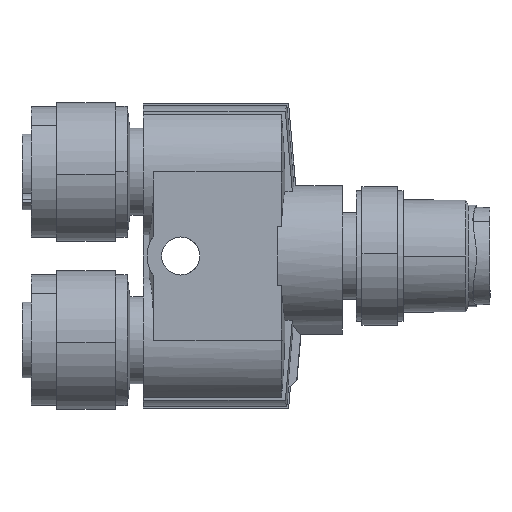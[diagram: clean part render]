
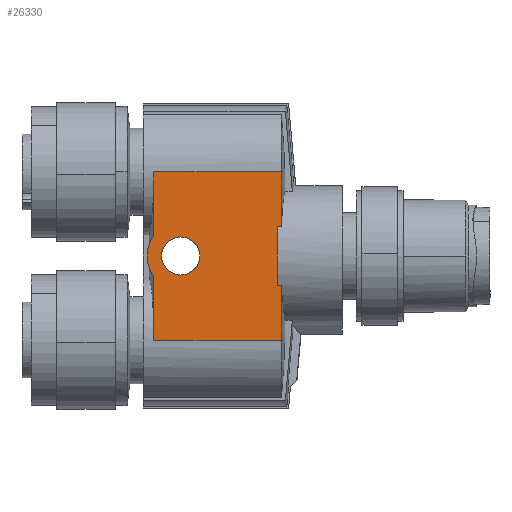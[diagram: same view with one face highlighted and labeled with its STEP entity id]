
A CAD part, front view. The second image highlights one B-rep face of the part: STEP entity #26330.
In plain terms, the highlighted face is planar.
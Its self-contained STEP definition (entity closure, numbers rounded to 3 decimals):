
#110=CARTESIAN_POINT('',(27.283,28.696,-31.441));
#120=VERTEX_POINT('',#110);
#130=CARTESIAN_POINT('',(27.283,35.024,-31.441));
#140=VERTEX_POINT('',#130);
#170=CARTESIAN_POINT('',(27.283,0.,-31.441));
#180=DIRECTION('',(0.,1.,0.));
#190=VECTOR('',#180,1.);
#200=LINE('',#170,#190);
#210=EDGE_CURVE('',#120,#140,#200,.T.);
#10450=CARTESIAN_POINT('',(27.283,33.901,-41.77));
#10460=VERTEX_POINT('',#10450);
#10540=CARTESIAN_POINT('',(27.283,29.82,-41.77));
#10550=VERTEX_POINT('',#10540);
#10580=CARTESIAN_POINT('',(27.283,31.86,-41.77));
#10590=DIRECTION('',(-1.,0.,0.));
#10600=DIRECTION('',(0.,1.,0.));
#10610=AXIS2_PLACEMENT_3D('',#10580,#10590,#10600);
#10620=CIRCLE('',#10610,2.041);
#10630=EDGE_CURVE('',#10550,#10460,#10620,.T.);
#13450=CARTESIAN_POINT('',(27.283,35.024,-26.35));
#13460=DIRECTION('',(0.,0.,1.));
#13470=VECTOR('',#13460,1.);
#13480=LINE('',#13450,#13470);
#13490=CARTESIAN_POINT('',(27.283,35.024,-30.982)
);
#13500=VERTEX_POINT('',#13490);
#13510=EDGE_CURVE('',#140,#13500,#13480,.T.);
#13540=CARTESIAN_POINT('',(27.283,28.696,-26.35));
#13550=DIRECTION('',(0.,0.,-1.));
#13560=VECTOR('',#13550,1.);
#13570=LINE('',#13540,#13560);
#13580=CARTESIAN_POINT('',(27.283,28.696,-30.982)
);
#13590=VERTEX_POINT('',#13580);
#13600=EDGE_CURVE('',#13590,#120,#13570,.T.);
#23430=CARTESIAN_POINT('',(27.283,29.7,-44.65)
);
#23440=VERTEX_POINT('',#23430);
#23470=CARTESIAN_POINT('',(27.283,31.86,-41.77));
#23480=DIRECTION('',(-1.,0.,0.));
#23490=DIRECTION('',(0.,1.,0.));
#23500=AXIS2_PLACEMENT_3D('',#23470,#23480,#23490);
#23510=CIRCLE('',#23500,3.6);
#23520=CARTESIAN_POINT('',(27.283,34.02,-44.65)
);
#23530=VERTEX_POINT('',#23520);
#23540=EDGE_CURVE('',#23530,#23440,#23510,.T.);
#25530=CARTESIAN_POINT('',(27.283,-1.5,-44.65));
#25540=DIRECTION('',(0.,-1.,0.));
#25550=VECTOR('',#25540,1.);
#25560=LINE('',#25530,#25550);
#25570=CARTESIAN_POINT('',(27.283,40.86,-44.65));
#25580=VERTEX_POINT('',#25570);
#25590=EDGE_CURVE('',#25580,#23530,#25560,.T.);
#25800=CARTESIAN_POINT('',(27.283,23.919,-33.289)
);
#25810=DIRECTION('',(1.,0.,0.));
#25820=DIRECTION('',(0.,1.,0.));
#25830=AXIS2_PLACEMENT_3D('',#25800,#25810,#25820);
#25840=PLANE('',#25830);
#25850=EDGE_CURVE('',#10460,#10550,#10620,.T.);
#25860=ORIENTED_EDGE('',*,*,#25850,.T.);
#25870=ORIENTED_EDGE('',*,*,#10630,.T.);
#25880=EDGE_LOOP('',(#25870,#25860));
#25890=FACE_BOUND('',#25880,.T.);
#25900=ORIENTED_EDGE('',*,*,#210,.F.);
#25910=ORIENTED_EDGE('',*,*,#13510,.F.);
#25920=CARTESIAN_POINT('',(27.283,-1.5,-30.982));
#25930=DIRECTION('',(0.,1.,0.));
#25940=VECTOR('',#25930,1.);
#25950=LINE('',#25920,#25940);
#25960=CARTESIAN_POINT('',(27.283,40.86,-30.982));
#25970=VERTEX_POINT('',#25960);
#25980=EDGE_CURVE('',#13500,#25970,#25950,.T.);
#25990=ORIENTED_EDGE('',*,*,#25980,.F.);
#26000=CARTESIAN_POINT('',(27.283,40.86,0.));
#26010=DIRECTION('',(0.,0.,1.));
#26020=VECTOR('',#26010,1.);
#26030=LINE('',#26000,#26020);
#26040=EDGE_CURVE('',#25580,#25970,#26030,.T.);
#26050=ORIENTED_EDGE('',*,*,#26040,.T.);
#26060=ORIENTED_EDGE('',*,*,#25590,.F.);
#26070=ORIENTED_EDGE('',*,*,#23540,.F.);
#26080=CARTESIAN_POINT('',(27.283,1.5,-44.65));
#26090=DIRECTION('',(0.,-1.,0.));
#26100=VECTOR('',#26090,1.);
#26110=LINE('',#26080,#26100);
#26120=CARTESIAN_POINT('',(27.283,22.86,-44.65));
#26130=VERTEX_POINT('',#26120);
#26140=EDGE_CURVE('',#23440,#26130,#26110,.T.);
#26150=ORIENTED_EDGE('',*,*,#26140,.F.);
#26160=CARTESIAN_POINT('',(27.283,22.86,0.));
#26170=DIRECTION('',(0.,0.,-1.));
#26180=VECTOR('',#26170,1.);
#26190=LINE('',#26160,#26180);
#26200=CARTESIAN_POINT('',(27.283,22.86,-30.982));
#26210=VERTEX_POINT('',#26200);
#26220=EDGE_CURVE('',#26210,#26130,#26190,.T.);
#26230=ORIENTED_EDGE('',*,*,#26220,.T.);
#26240=CARTESIAN_POINT('',(27.283,0.,-30.982));
#26250=DIRECTION('',(0.,1.,0.));
#26260=VECTOR('',#26250,1.);
#26270=LINE('',#26240,#26260);
#26280=EDGE_CURVE('',#26210,#13590,#26270,.T.);
#26290=ORIENTED_EDGE('',*,*,#26280,.F.);
#26300=ORIENTED_EDGE('',*,*,#13600,.F.);
#26310=EDGE_LOOP('',(#26300,#26290,#26230,#26150,#26070,#26060,#26050,
#25990,#25910,#25900));
#26320=FACE_OUTER_BOUND('',#26310,.T.);
#26330=ADVANCED_FACE('',(#25890,#26320),#25840,.T.);
